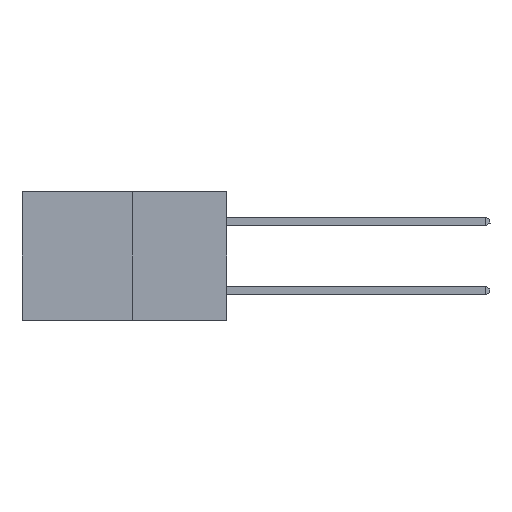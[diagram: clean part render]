
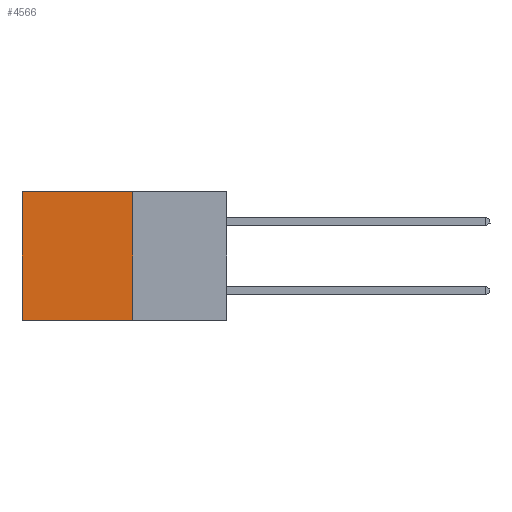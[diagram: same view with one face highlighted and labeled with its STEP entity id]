
A CAD part, left-side view. The second image highlights one B-rep face of the part: STEP entity #4566.
In plain terms, the highlighted planar face has unit normal (-1, 0, 0).
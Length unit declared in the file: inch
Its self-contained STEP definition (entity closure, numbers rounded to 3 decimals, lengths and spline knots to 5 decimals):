
#330 = VECTOR ( 'NONE', #9176, 39.37008 ) ;
#485 = EDGE_CURVE ( 'NONE', #1574, #623, #1887, .T. ) ;
#502 = EDGE_CURVE ( 'NONE', #2562, #1574, #1655, .T. ) ;
#623 = VERTEX_POINT ( 'NONE', #6898 ) ;
#1289 = CARTESIAN_POINT ( 'NONE',  ( 0.277, 0.59, -0.37 ) ) ;
#1551 = EDGE_LOOP ( 'NONE', ( #6145, #6712, #5905, #6771 ) ) ;
#1574 = VERTEX_POINT ( 'NONE', #3319 ) ;
#1655 = LINE ( 'NONE', #6191, #330 ) ;
#1887 = LINE ( 'NONE', #1289, #5597 ) ;
#2336 = LINE ( 'NONE', #5631, #8017 ) ;
#2372 = DIRECTION ( 'NONE',  ( 0., 0., -1. ) ) ;
#2399 = DIRECTION ( 'NONE',  ( 1., 0., 0. ) ) ;
#2419 = CARTESIAN_POINT ( 'NONE',  ( 0.277, 0.27, -0.37 ) ) ;
#2429 = PLANE ( 'NONE',  #7897 ) ;
#2562 = VERTEX_POINT ( 'NONE', #8648 ) ;
#3319 = CARTESIAN_POINT ( 'NONE',  ( 0.277, 0.59, 0. ) ) ;
#4161 = DIRECTION ( 'NONE',  ( 0., 1., 0. ) ) ;
#4497 = DIRECTION ( 'NONE',  ( 0., 0., -1. ) ) ;
#4566 = ADVANCED_FACE ( 'NONE', ( #6528 ), #2429, .F. ) ;
#4753 = LINE ( 'NONE', #5954, #6465 ) ;
#5597 = VECTOR ( 'NONE', #9165, 39.37008 ) ;
#5631 = CARTESIAN_POINT ( 'NONE',  ( 0.277, 0.27, -0.37 ) ) ;
#5905 = ORIENTED_EDGE ( 'NONE', *, *, #8339, .F. ) ;
#5954 = CARTESIAN_POINT ( 'NONE',  ( 0.277, 0.27, -0.37 ) ) ;
#6112 = EDGE_CURVE ( 'NONE', #8890, #623, #2336, .T. ) ;
#6145 = ORIENTED_EDGE ( 'NONE', *, *, #485, .T. ) ;
#6191 = CARTESIAN_POINT ( 'NONE',  ( 0.277, 0.27, 0. ) ) ;
#6465 = VECTOR ( 'NONE', #4497, 39.37008 ) ;
#6528 = FACE_OUTER_BOUND ( 'NONE', #1551, .T. ) ;
#6712 = ORIENTED_EDGE ( 'NONE', *, *, #6112, .F. ) ;
#6771 = ORIENTED_EDGE ( 'NONE', *, *, #502, .T. ) ;
#6898 = CARTESIAN_POINT ( 'NONE',  ( 0.277, 0.59, -0.37 ) ) ;
#7897 = AXIS2_PLACEMENT_3D ( 'NONE', #2419, #2399, #2372 ) ;
#8017 = VECTOR ( 'NONE', #4161, 39.37008 ) ;
#8146 = CARTESIAN_POINT ( 'NONE',  ( 0.277, 0.27, -0.37 ) ) ;
#8339 = EDGE_CURVE ( 'NONE', #2562, #8890, #4753, .T. ) ;
#8648 = CARTESIAN_POINT ( 'NONE',  ( 0.277, 0.27, 0. ) ) ;
#8890 = VERTEX_POINT ( 'NONE', #8146 ) ;
#9165 = DIRECTION ( 'NONE',  ( 0., 0., -1. ) ) ;
#9176 = DIRECTION ( 'NONE',  ( 0., 1., 0. ) ) ;
